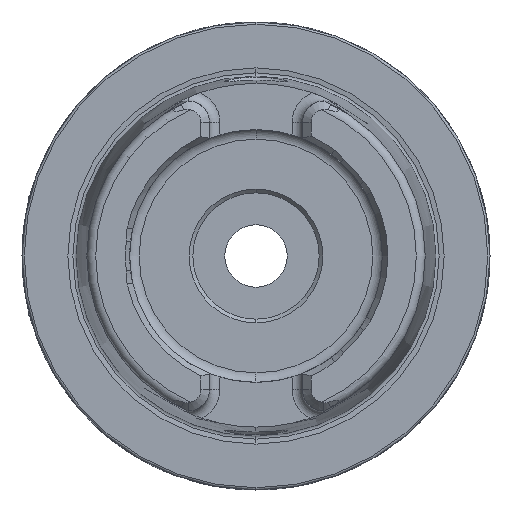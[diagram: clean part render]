
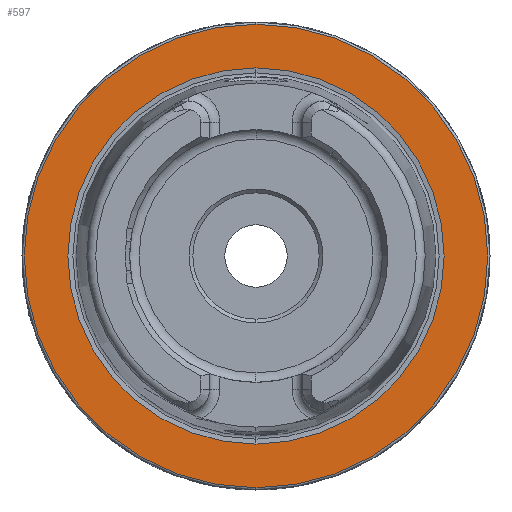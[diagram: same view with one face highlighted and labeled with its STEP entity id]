
A CAD part, left-side view. The second image highlights one B-rep face of the part: STEP entity #597.
In plain terms, the highlighted planar face has unit normal (-1, 0, 0).
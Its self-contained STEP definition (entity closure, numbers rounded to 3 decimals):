
#200 = CIRCLE ( 'NONE', #8412, 25.324 ) ;
#210 = CIRCLE ( 'NONE', #8420, 31.2 ) ;
#231 = CARTESIAN_POINT ( 'NONE',  ( 0., 0., 0. ) ) ;
#232 = DIRECTION ( 'NONE',  ( -1., 0., 0. ) ) ;
#233 = DIRECTION ( 'NONE',  ( 0., 0., 1. ) ) ;
#337 = CARTESIAN_POINT ( 'NONE',  ( 0., 0., 0. ) ) ;
#338 = DIRECTION ( 'NONE',  ( -1., 0., 0. ) ) ;
#339 = DIRECTION ( 'NONE',  ( 0., 0., 1. ) ) ;
#450 = EDGE_CURVE ( 'NONE', #1574, #1573, #200, .T. ) ;
#463 = EDGE_CURVE ( 'NONE', #1569, #1568, #210, .T. ) ;
#597 = ADVANCED_FACE ( 'NONE', ( #6573, #6576 ), #9042, .F. ) ;
#811 = ORIENTED_EDGE ( 'NONE', *, *, #450, .F. ) ;
#812 = ORIENTED_EDGE ( 'NONE', *, *, #8322, .F. ) ;
#813 = ORIENTED_EDGE ( 'NONE', *, *, #7314, .T. ) ;
#814 = ORIENTED_EDGE ( 'NONE', *, *, #463, .T. ) ;
#1568 = VERTEX_POINT ( 'NONE', #5662 ) ;
#1569 = VERTEX_POINT ( 'NONE', #5663 ) ;
#1573 = VERTEX_POINT ( 'NONE', #5667 ) ;
#1574 = VERTEX_POINT ( 'NONE', #5668 ) ;
#1769 = EDGE_LOOP ( 'NONE', ( #813, #814 ) ) ;
#1780 = EDGE_LOOP ( 'NONE', ( #811, #812 ) ) ;
#3805 = CARTESIAN_POINT ( 'NONE',  ( 0., 0., 0. ) ) ;
#3806 = DIRECTION ( 'NONE',  ( -1., 0., 0. ) ) ;
#3807 = DIRECTION ( 'NONE',  ( 0., 0., 1. ) ) ;
#4446 = CIRCLE ( 'NONE', #5395, 25.324 ) ;
#4979 = CARTESIAN_POINT ( 'NONE',  ( 0., 0., 0. ) ) ;
#4980 = DIRECTION ( 'NONE',  ( -1., 0., 0. ) ) ;
#4981 = DIRECTION ( 'NONE',  ( 0., 0., 1. ) ) ;
#5283 = AXIS2_PLACEMENT_3D ( 'NONE', #3805, #3806, #3807 ) ;
#5395 = AXIS2_PLACEMENT_3D ( 'NONE', #4979, #4980, #4981 ) ;
#5662 = CARTESIAN_POINT ( 'NONE',  ( 0., 0., 31.2 ) ) ;
#5663 = CARTESIAN_POINT ( 'NONE',  ( 0., 0., -31.2 ) ) ;
#5667 = CARTESIAN_POINT ( 'NONE',  ( 0., 0., -25.324 ) ) ;
#5668 = CARTESIAN_POINT ( 'NONE',  ( 0., 0., 25.324 ) ) ;
#6107 = CIRCLE ( 'NONE', #5283, 31.2 ) ;
#6573 = FACE_BOUND ( 'NONE', #1780, .T. ) ;
#6576 = FACE_OUTER_BOUND ( 'NONE', #1769, .T. ) ;
#7314 = EDGE_CURVE ( 'NONE', #1568, #1569, #6107, .T. ) ;
#8322 = EDGE_CURVE ( 'NONE', #1573, #1574, #4446, .T. ) ;
#8412 = AXIS2_PLACEMENT_3D ( 'NONE', #231, #232, #233 ) ;
#8420 = AXIS2_PLACEMENT_3D ( 'NONE', #337, #338, #339 ) ;
#8479 = AXIS2_PLACEMENT_3D ( 'NONE', #9038, #9047, #9048 ) ;
#9038 = CARTESIAN_POINT ( 'NONE',  ( 0., 31.2, 0. ) ) ;
#9042 = PLANE ( 'NONE',  #8479 ) ;
#9047 = DIRECTION ( 'NONE',  ( 1., 0., 0. ) ) ;
#9048 = DIRECTION ( 'NONE',  ( 0., 0., -1. ) ) ;
